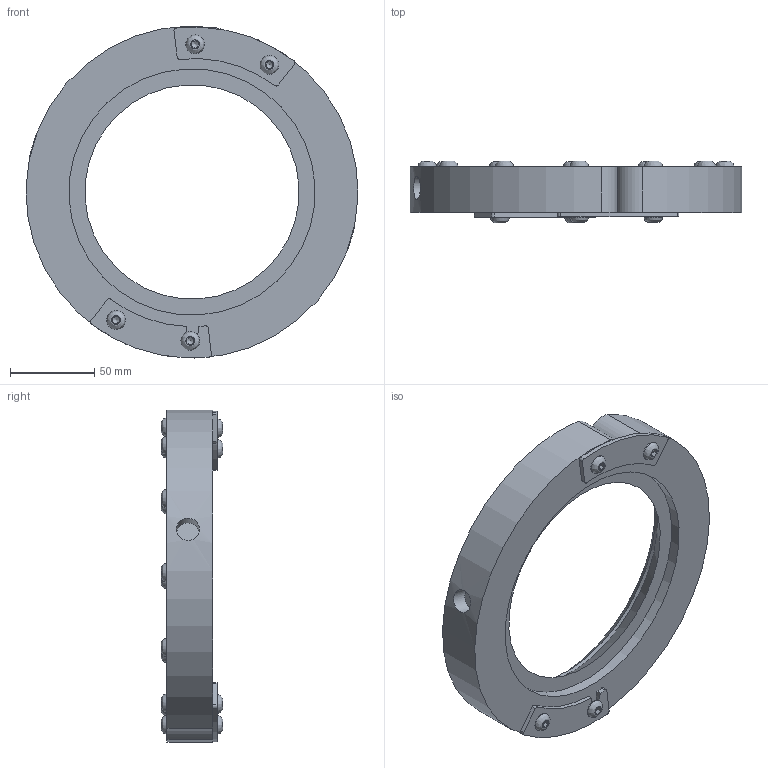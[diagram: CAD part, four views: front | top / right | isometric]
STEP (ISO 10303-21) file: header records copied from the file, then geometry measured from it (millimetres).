
FILE_DESCRIPTION((''),'2;1');
FILE_NAME('2435-3D.stp','2010-06-03T15:59:27',('michael witt'),(''),'Autodesk Inventor 2010','Autodesk Inventor 2010','');
FILE_SCHEMA(('AUTOMOTIVE_DESIGN { 1 0 10303 214 1 1 1 1 }'));
Length unit declared in the file: inch
Products named in the file (20): Assembly6; Part208; Part210; Part212; Part214; Part216; Part218; Part220; Part222; Part224; Part226; Part228; Part230; Part232; Part234; Part236; Part238; Part240; Part242; Part244
Assembly tree (19 placements, depth 2):
  Assembly6
    Part208
    Part210
    Part212
    Part214
    Part216
    Part218
    Part220
    Part222
    Part224
    Part226
    Part228
    Part230
    Part232
    Part234
    Part236
    Part238
    Part240
    Part242
    Part244
Bounding box: 196.76 x 36.37 x 196.83 mm (x, y, z)
Volume: 388744.3 mm3; surface area: 76410.4 mm2
Topology: 19 solids, 19 shells, 269 faces, 589 edges, 377 vertices
Faces by surface type: plane 157, cylinder 61, cone 34, bspline 17
Full cylindrical faces by diameter (mm): 6.35 x16, 7.112 x3, 11.1 x16, 13.716 x2, 146.05 x1, 148.412 x1
Entity records: 7953 total; most frequent: CARTESIAN_POINT 2125, DIRECTION 1120, ORIENTED_EDGE 960, EDGE_CURVE 480, AXIS2_PLACEMENT_3D 447, EDGE_LOOP 388, VERTEX_POINT 358, FACE_OUTER_BOUND 269
